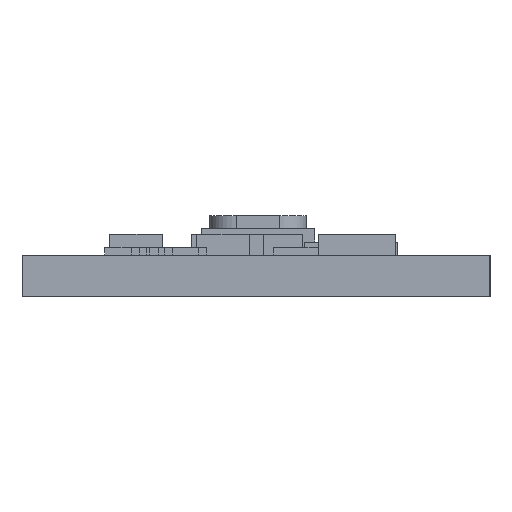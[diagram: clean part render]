
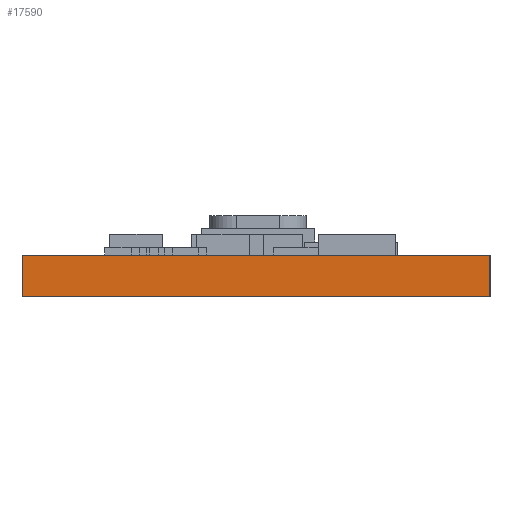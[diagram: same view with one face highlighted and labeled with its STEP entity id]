
A CAD part, left-side view. The second image highlights one B-rep face of the part: STEP entity #17590.
In plain terms, the highlighted planar face has unit normal (-1, 0, 0).
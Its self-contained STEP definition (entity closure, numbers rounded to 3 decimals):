
#5216 = VECTOR ( 'NONE', #21374, 1000. ) ;
#8072 = ORIENTED_EDGE ( 'NONE', *, *, #30136, .F. ) ;
#8398 = VECTOR ( 'NONE', #27902, 1000. ) ;
#8405 = CARTESIAN_POINT ( 'NONE',  ( -60.96, 17.78, -1.561 ) ) ;
#9758 = CARTESIAN_POINT ( 'NONE',  ( -60.96, 0., -1.561 ) ) ;
#9966 = CARTESIAN_POINT ( 'NONE',  ( -60.96, 0., -1.561 ) ) ;
#13504 = DIRECTION ( 'NONE',  ( 1., 0., 0. ) ) ;
#14161 = DIRECTION ( 'NONE',  ( 0., -1., 0. ) ) ;
#14288 = CARTESIAN_POINT ( 'NONE',  ( -60.96, 0., 0. ) ) ;
#16334 = DIRECTION ( 'NONE',  ( 0., 1., 0. ) ) ;
#17590 = ADVANCED_FACE ( 'NONE', ( #38413 ), #39176, .F. ) ;
#18941 = LINE ( 'NONE', #23448, #29785 ) ;
#21374 = DIRECTION ( 'NONE',  ( 0., 0., -1. ) ) ;
#22076 = ORIENTED_EDGE ( 'NONE', *, *, #25853, .T. ) ;
#22852 = LINE ( 'NONE', #25485, #5216 ) ;
#23448 = CARTESIAN_POINT ( 'NONE',  ( -60.96, 0., -1.561 ) ) ;
#23553 = VERTEX_POINT ( 'NONE', #42741 ) ;
#25485 = CARTESIAN_POINT ( 'NONE',  ( -60.96, 17.78, -1.561 ) ) ;
#25853 = EDGE_CURVE ( 'NONE', #32154, #44794, #39829, .T. ) ;
#27902 = DIRECTION ( 'NONE',  ( 0., 0., 1. ) ) ;
#29178 = EDGE_LOOP ( 'NONE', ( #33788, #40558, #22076, #8072 ) ) ;
#29785 = VECTOR ( 'NONE', #16334, 1000. ) ;
#29905 = CARTESIAN_POINT ( 'NONE',  ( -60.96, 0., -1.561 ) ) ;
#30136 = EDGE_CURVE ( 'NONE', #23553, #44794, #45095, .T. ) ;
#30321 = VERTEX_POINT ( 'NONE', #8405 ) ;
#32154 = VERTEX_POINT ( 'NONE', #29905 ) ;
#32972 = EDGE_CURVE ( 'NONE', #23553, #30321, #22852, .T. ) ;
#33788 = ORIENTED_EDGE ( 'NONE', *, *, #32972, .T. ) ;
#34935 = EDGE_CURVE ( 'NONE', #32154, #30321, #18941, .T. ) ;
#35288 = DIRECTION ( 'NONE',  ( 0., 0., -1. ) ) ;
#36130 = AXIS2_PLACEMENT_3D ( 'NONE', #9966, #13504, #35288 ) ;
#36155 = CARTESIAN_POINT ( 'NONE',  ( -60.96, 0., 0. ) ) ;
#38413 = FACE_OUTER_BOUND ( 'NONE', #29178, .T. ) ;
#39176 = PLANE ( 'NONE',  #36130 ) ;
#39829 = LINE ( 'NONE', #9758, #8398 ) ;
#40558 = ORIENTED_EDGE ( 'NONE', *, *, #34935, .F. ) ;
#42741 = CARTESIAN_POINT ( 'NONE',  ( -60.96, 17.78, 0. ) ) ;
#44794 = VERTEX_POINT ( 'NONE', #14288 ) ;
#45095 = LINE ( 'NONE', #36155, #47391 ) ;
#47391 = VECTOR ( 'NONE', #14161, 1000. ) ;
